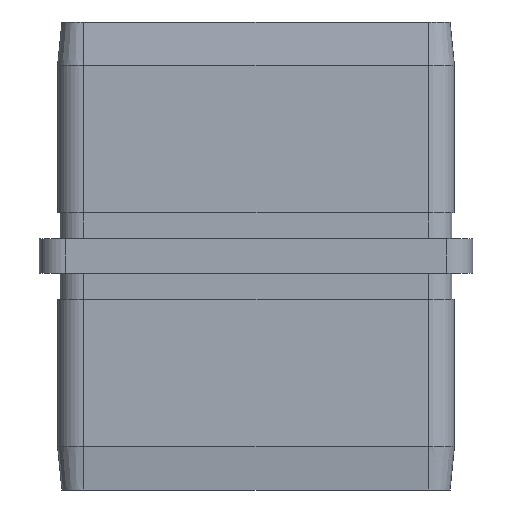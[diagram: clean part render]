
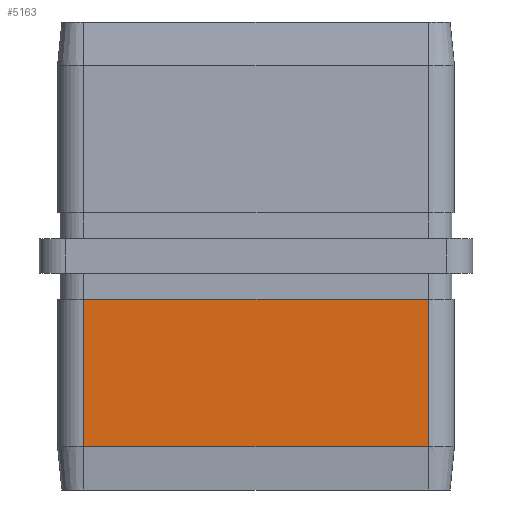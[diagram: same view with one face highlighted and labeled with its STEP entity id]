
A CAD part, left-side view. The second image highlights one B-rep face of the part: STEP entity #5163.
In plain terms, the highlighted planar face has unit normal (-1, 0, 0).
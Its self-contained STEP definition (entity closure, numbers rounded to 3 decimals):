
#630 = VERTEX_POINT ( 'NONE', #4339 ) ;
#769 = LINE ( 'NONE', #20386, #17990 ) ;
#1100 = LINE ( 'NONE', #15629, #13109 ) ;
#2302 = VERTEX_POINT ( 'NONE', #23836 ) ;
#2406 = LINE ( 'NONE', #5808, #24869 ) ;
#2737 = DIRECTION ( 'NONE',  ( 1., 0., 0. ) ) ;
#3161 = ORIENTED_EDGE ( 'NONE', *, *, #23658, .F. ) ;
#4339 = CARTESIAN_POINT ( 'NONE',  ( -12.9, 19.9, -5. ) ) ;
#4637 = PLANE ( 'NONE',  #12399 ) ;
#4812 = ORIENTED_EDGE ( 'NONE', *, *, #23210, .T. ) ;
#5163 = ADVANCED_FACE ( 'NONE', ( #13540 ), #4637, .F. ) ;
#5808 = CARTESIAN_POINT ( 'NONE',  ( -12.9, 19.9, 27. ) ) ;
#7699 = EDGE_CURVE ( 'NONE', #15562, #630, #1100, .T. ) ;
#9852 = DIRECTION ( 'NONE',  ( 0., 0., -1. ) ) ;
#9876 = VECTOR ( 'NONE', #24963, 1000. ) ;
#12399 = AXIS2_PLACEMENT_3D ( 'NONE', #19184, #2737, #21439 ) ;
#13109 = VECTOR ( 'NONE', #22072, 1000. ) ;
#13540 = FACE_OUTER_BOUND ( 'NONE', #25677, .T. ) ;
#15562 = VERTEX_POINT ( 'NONE', #16573 ) ;
#15629 = CARTESIAN_POINT ( 'NONE',  ( -12.9, -19.9, -5. ) ) ;
#16573 = CARTESIAN_POINT ( 'NONE',  ( -12.9, -19.9, -5. ) ) ;
#17001 = ORIENTED_EDGE ( 'NONE', *, *, #7699, .T. ) ;
#17990 = VECTOR ( 'NONE', #22123, 1000. ) ;
#18958 = ORIENTED_EDGE ( 'NONE', *, *, #22372, .T. ) ;
#19184 = CARTESIAN_POINT ( 'NONE',  ( -12.9, -22.9, 27. ) ) ;
#20344 = CARTESIAN_POINT ( 'NONE',  ( -12.9, -19.9, -22. ) ) ;
#20386 = CARTESIAN_POINT ( 'NONE',  ( -12.9, -19.9, 27. ) ) ;
#21439 = DIRECTION ( 'NONE',  ( 0., 0., -1. ) ) ;
#21561 = LINE ( 'NONE', #26973, #9876 ) ;
#22072 = DIRECTION ( 'NONE',  ( 0., 1., 0. ) ) ;
#22123 = DIRECTION ( 'NONE',  ( 0., 0., 1. ) ) ;
#22372 = EDGE_CURVE ( 'NONE', #630, #2302, #2406, .T. ) ;
#23210 = EDGE_CURVE ( 'NONE', #25012, #15562, #769, .T. ) ;
#23658 = EDGE_CURVE ( 'NONE', #25012, #2302, #21561, .T. ) ;
#23836 = CARTESIAN_POINT ( 'NONE',  ( -12.9, 19.9, -22. ) ) ;
#24869 = VECTOR ( 'NONE', #9852, 1000. ) ;
#24963 = DIRECTION ( 'NONE',  ( 0., 1., 0. ) ) ;
#25012 = VERTEX_POINT ( 'NONE', #20344 ) ;
#25677 = EDGE_LOOP ( 'NONE', ( #3161, #4812, #17001, #18958 ) ) ;
#26973 = CARTESIAN_POINT ( 'NONE',  ( -12.9, -19.9, -22. ) ) ;
